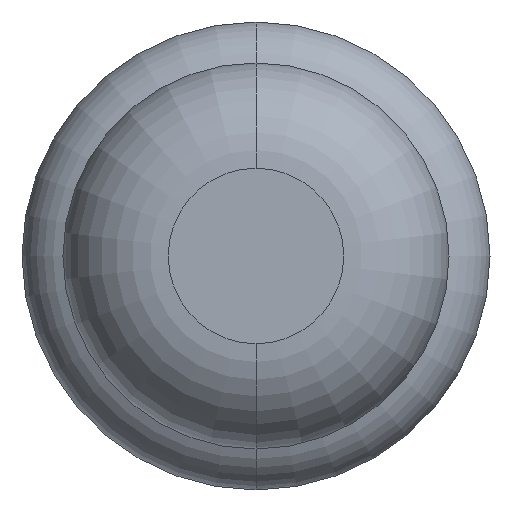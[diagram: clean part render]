
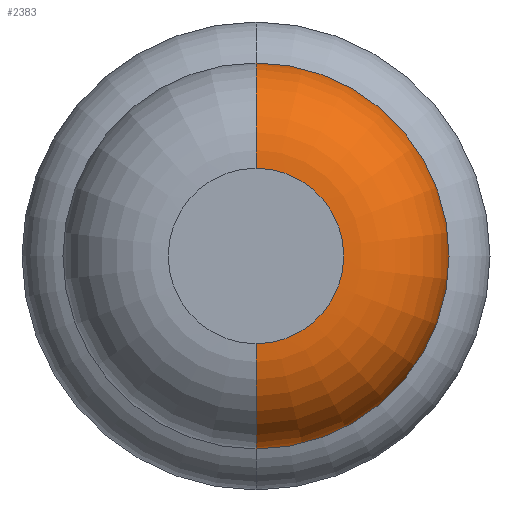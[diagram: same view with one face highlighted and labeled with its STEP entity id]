
A CAD part, front view. The second image highlights one B-rep face of the part: STEP entity #2383.
In plain terms, the highlighted toroidal (fillet/blend) face has major radius 0.375 mm and minor radius 0.45 mm.
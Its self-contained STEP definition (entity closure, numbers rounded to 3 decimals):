
#123 = DIRECTION ( 'NONE',  ( 0., 1., 0. ) ) ;
#149 = CARTESIAN_POINT ( 'NONE',  ( 0., -26.95, 0. ) ) ;
#231 = DIRECTION ( 'NONE',  ( 0., 0., 1. ) ) ;
#276 = DIRECTION ( 'NONE',  ( 1., 0., 0. ) ) ;
#339 = DIRECTION ( 'NONE',  ( 0., 0., 1. ) ) ;
#518 = CIRCLE ( 'NONE', #634, 0.45 ) ;
#561 = DIRECTION ( 'NONE',  ( -1., 0., 0. ) ) ;
#634 = AXIS2_PLACEMENT_3D ( 'NONE', #1569, #276, #2859 ) ;
#760 = AXIS2_PLACEMENT_3D ( 'NONE', #3263, #1265, #231 ) ;
#771 = VERTEX_POINT ( 'NONE', #3288 ) ;
#805 = CARTESIAN_POINT ( 'NONE',  ( 0., -26.95, 0.375 ) ) ;
#867 = ORIENTED_EDGE ( 'NONE', *, *, #3293, .T. ) ;
#890 = TOROIDAL_SURFACE ( 'NONE', #1813, 0.375, 0.45 ) ;
#909 = CARTESIAN_POINT ( 'NONE',  ( 0., -26.95, 0. ) ) ;
#1145 = DIRECTION ( 'NONE',  ( 0., 0., 1. ) ) ;
#1170 = DIRECTION ( 'NONE',  ( 0., 0., 1. ) ) ;
#1213 = CARTESIAN_POINT ( 'NONE',  ( 0., -27.4, 0.375 ) ) ;
#1265 = DIRECTION ( 'NONE',  ( 0., 1., 0. ) ) ;
#1504 = CIRCLE ( 'NONE', #1565, 0.45 ) ;
#1565 = AXIS2_PLACEMENT_3D ( 'NONE', #805, #561, #339 ) ;
#1569 = CARTESIAN_POINT ( 'NONE',  ( 0., -26.95, -0.375 ) ) ;
#1593 = CARTESIAN_POINT ( 'NONE',  ( 0., -26.95, -0.825 ) ) ;
#1622 = EDGE_CURVE ( 'NONE', #3221, #771, #1504, .T. ) ;
#1785 = ORIENTED_EDGE ( 'NONE', *, *, #1622, .F. ) ;
#1813 = AXIS2_PLACEMENT_3D ( 'NONE', #149, #123, #1145 ) ;
#1907 = VERTEX_POINT ( 'NONE', #3074 ) ;
#2037 = EDGE_CURVE ( 'NONE', #1907, #2136, #518, .T. ) ;
#2136 = VERTEX_POINT ( 'NONE', #1593 ) ;
#2159 = CIRCLE ( 'NONE', #2852, 0.825 ) ;
#2240 = FACE_OUTER_BOUND ( 'NONE', #3066, .T. ) ;
#2329 = EDGE_CURVE ( 'Defeature ausgef�hrt1_6+Defeature ausgef�hrt1_5+Defeature ausgef�hrt1_5+Defeature ausgef�hrt1_5', #771, #2136, #2159, .T. ) ;
#2351 = ORIENTED_EDGE ( 'NONE', *, *, #2037, .T. ) ;
#2383 = ADVANCED_FACE ( 'Defeature ausgef�hrt1_5', ( #2240 ), #890, .T. ) ;
#2680 = DIRECTION ( 'NONE',  ( 0., 1., 0. ) ) ;
#2817 = CIRCLE ( 'NONE', #760, 0.375 ) ;
#2852 = AXIS2_PLACEMENT_3D ( 'NONE', #909, #2680, #1170 ) ;
#2859 = DIRECTION ( 'NONE',  ( 0., 0., -1. ) ) ;
#3066 = EDGE_LOOP ( 'NONE', ( #867, #2351, #3257, #1785 ) ) ;
#3074 = CARTESIAN_POINT ( 'NONE',  ( 0., -27.4, -0.375 ) ) ;
#3221 = VERTEX_POINT ( 'NONE', #1213 ) ;
#3257 = ORIENTED_EDGE ( 'NONE', *, *, #2329, .F. ) ;
#3263 = CARTESIAN_POINT ( 'NONE',  ( 0., -27.4, 0. ) ) ;
#3288 = CARTESIAN_POINT ( 'NONE',  ( 0., -26.95, 0.825 ) ) ;
#3293 = EDGE_CURVE ( 'Defeature ausgef�hrt1_5+Defeature ausgef�hrt1_4+Defeature ausgef�hrt1_4+Defeature ausgef�hrt1_4', #3221, #1907, #2817, .T. ) ;
